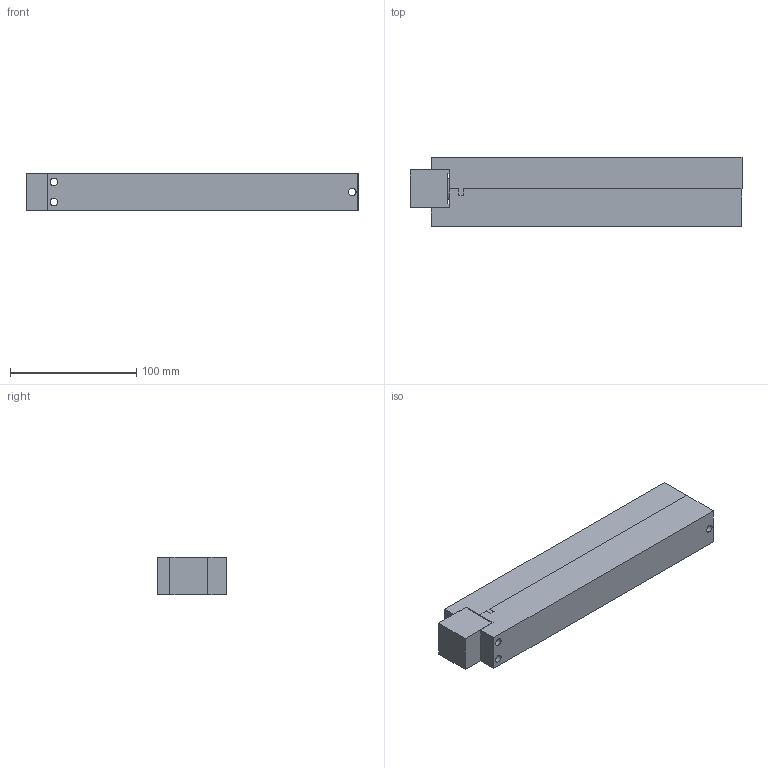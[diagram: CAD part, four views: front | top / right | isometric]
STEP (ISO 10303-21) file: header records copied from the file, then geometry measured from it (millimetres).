
FILE_DESCRIPTION(/* description */ (''),/* implementation_level */ '2;1');
FILE_NAME(/* name */ '190411~1',/* time_stamp */ '2019-04-11T12:28:37+02:00',/* author */ (''),/* organization */ (''),/* preprocessor_version */ 'ST-DEVELOPER v16.5',/* originating_system */ '',/* authorisation */ '');
FILE_SCHEMA (('AUTOMOTIVE_DESIGN'));
Length unit declared in the file: millimetre
Products named in the file (1): Document
Bounding box: 262.78 x 55 x 30 mm (x, y, z)
Volume: 388625.9 mm3; surface area: 78681.8 mm2
Topology: 3 solids, 3 shells, 94 faces, 251 edges, 165 vertices
Faces by surface type: bspline 53, plane 41
Entity records: 3404 total; most frequent: CARTESIAN_POINT 1897, ORIENTED_EDGE 498, EDGE_CURVE 249, VERTEX_POINT 165, B_SPLINE_CURVE_WITH_KNOTS 119, EDGE_LOOP 114, ADVANCED_FACE 94, FACE_OUTER_BOUND 94
